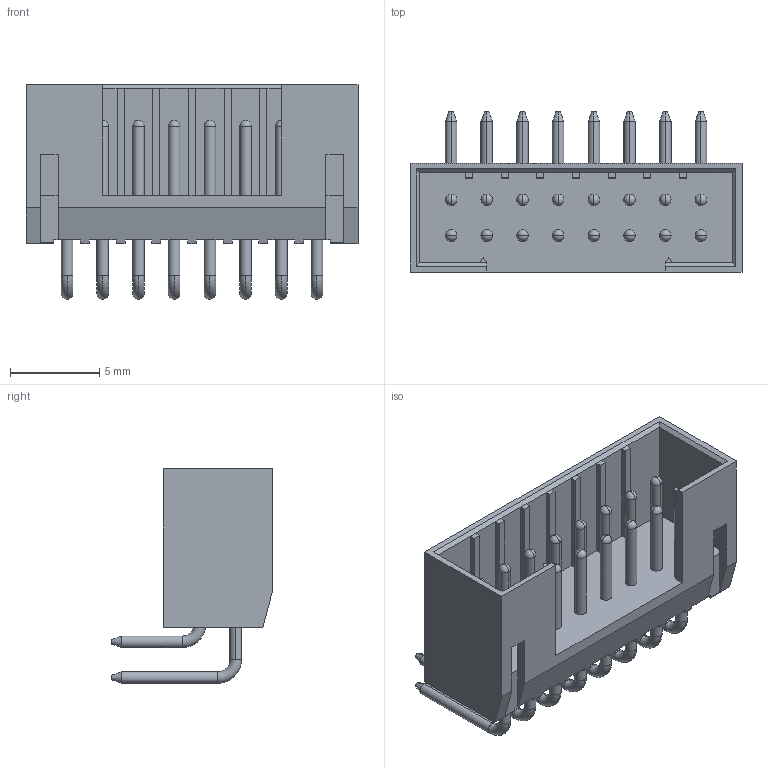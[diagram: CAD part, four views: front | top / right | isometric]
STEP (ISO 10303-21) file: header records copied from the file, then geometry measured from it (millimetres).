
FILE_DESCRIPTION (( 'STEP AP214' ), '1' );
FILE_NAME ('F0JL24-S16RD000-01-REF .STEP', '2025-09-16T08:49:38', ( '' ), ( '' ), 'SwSTEP 2.0', 'SolidWorks 2021', '' );
FILE_SCHEMA (( 'AUTOMOTIVE_DESIGN' ));
Length unit declared in the file: millimetre
Products named in the file (1): F0JL24-S16RD000-01-REF 
Bounding box: 18.6 x 9 x 12.03 mm (x, y, z)
Volume: 467 mm3; surface area: 1226 mm2
Topology: 1 solids, 1 shells, 295 faces, 753 edges, 456 vertices
Faces by surface type: plane 119, cylinder 80, torus 32, sphere 32, cone 32
Entity records: 8425 total; most frequent: DIRECTION 1569, CARTESIAN_POINT 1409, ORIENTED_EDGE 1378, EDGE_CURVE 689, AXIS2_PLACEMENT_3D 584, VERTEX_POINT 424, VECTOR 401, LINE 401
